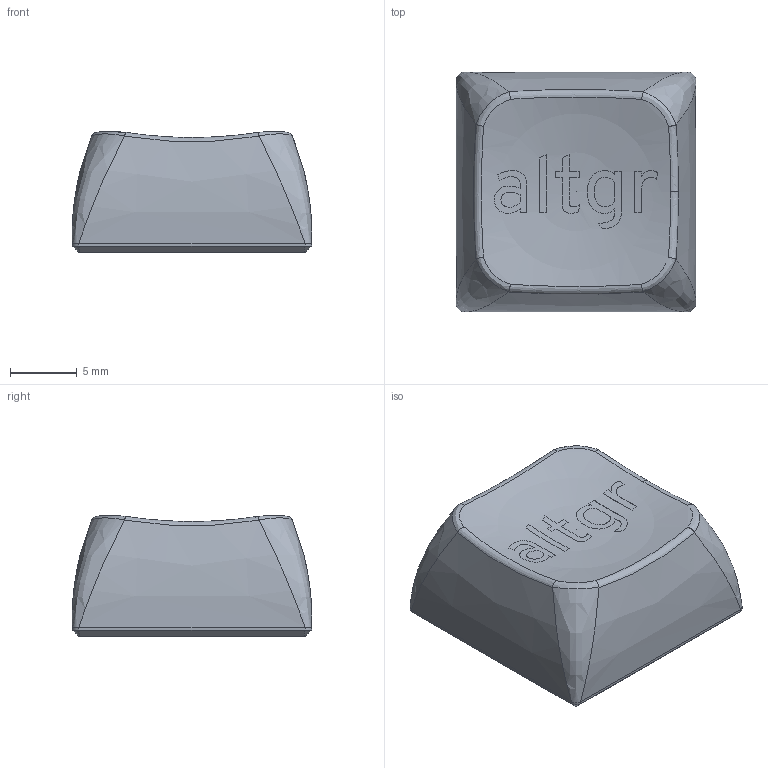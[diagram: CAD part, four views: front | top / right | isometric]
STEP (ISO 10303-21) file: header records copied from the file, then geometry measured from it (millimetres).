
FILE_DESCRIPTION(('Open CASCADE Model'),'2;1');
FILE_NAME('altgr','2025-07-26T23:18:23',('Author'),('Open CASCADE'), 'Open CASCADE STEP processor 7.8','build123d','Unknown');
FILE_SCHEMA(('AUTOMOTIVE_DESIGN { 1 0 10303 214 1 1 1 1 }'));
Length unit declared in the file: millimetre
Products named in the file (10): =>[0:1:1:2]; altgr; SOLID; ASSEMBLY
Assembly tree (9 placements, depth 5):
  =>[0:1:1:2]
    altgr
      SOLID
      ASSEMBLY
        ASSEMBLY
          SOLID
          SOLID
          SOLID
          SOLID
          SOLID
Bounding box: 18 x 18 x 9.08 mm (x, y, z)
Volume: 1259.6 mm3; surface area: 1597.4 mm2
Topology: 6 solids, 6 shells, 208 faces, 560 edges, 364 vertices
Faces by surface type: plane 101, extrusion 60, bspline 26, cylinder 9, sphere 8, cone 4
Full cylindrical faces by diameter (mm): 5.5 x1
Entity records: 24699 total; most frequent: CARTESIAN_POINT 14479, DIRECTION 1503, ORIENTED_EDGE 1104, PCURVE 1104, DEFINITIONAL_REPRESENTATION 1104, VECTOR 936, LINE 876, B_SPLINE_CURVE_WITH_KNOTS 612
